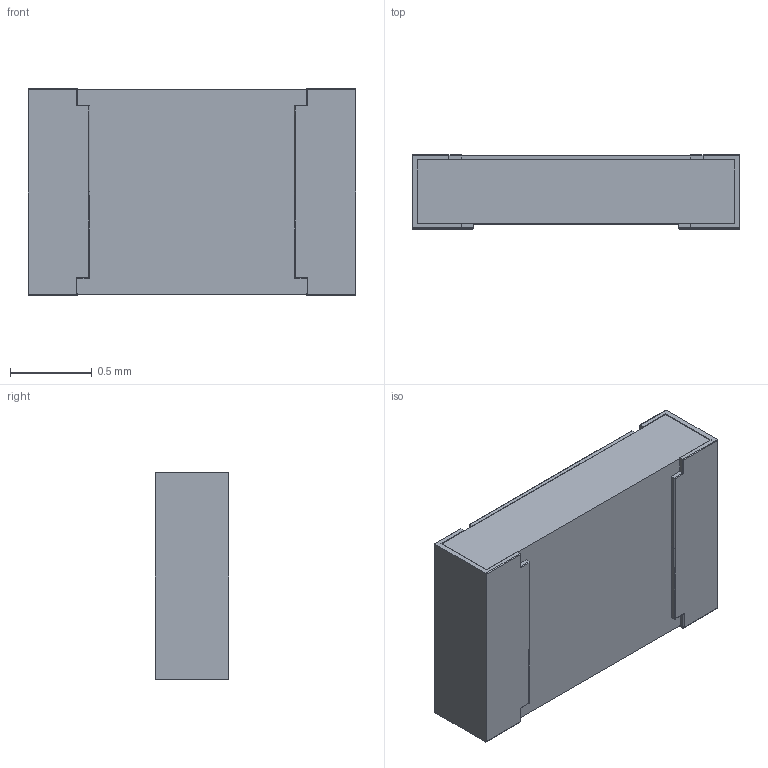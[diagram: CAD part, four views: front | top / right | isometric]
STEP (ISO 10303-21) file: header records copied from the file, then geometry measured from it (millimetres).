
FILE_DESCRIPTION (( 'STEP AP214' ), '1' );
FILE_NAME ('RES0805.STEP', '2013-06-23T19:55:38', ( '' ), ( '' ), 'SwSTEP 2.0', 'SolidWorks 2013', '' );
FILE_SCHEMA (( 'AUTOMOTIVE_DESIGN' ));
Length unit declared in the file: millimetre
Products named in the file (1): RES0805
Bounding box: 2 x 0.45 x 1.26 mm (x, y, z)
Volume: 1.1 mm3; surface area: 8 mm2
Topology: 1 solids, 1 shells, 90 faces, 240 edges, 152 vertices
Faces by surface type: plane 60, cylinder 30
Entity records: 3038 total; most frequent: CARTESIAN_POINT 597, ORIENTED_EDGE 480, DIRECTION 434, EDGE_CURVE 240, LINE 192, VECTOR 192, VERTEX_POINT 152, AXIS2_PLACEMENT_3D 121
